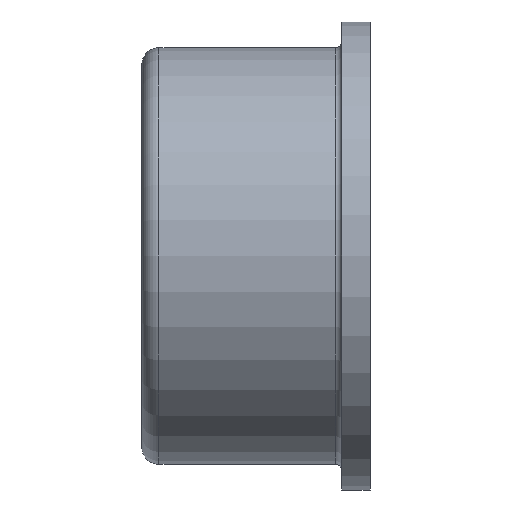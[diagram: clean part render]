
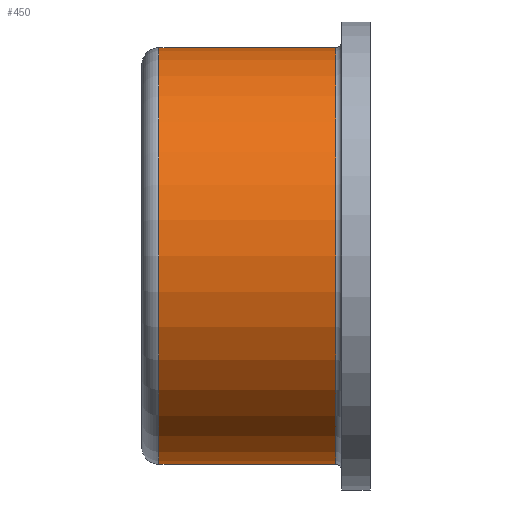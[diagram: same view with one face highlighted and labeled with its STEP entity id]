
A CAD part, left-side view. The second image highlights one B-rep face of the part: STEP entity #450.
In plain terms, the highlighted cylindrical face has radius 36.5 mm (diameter 73 mm), a partial arc.
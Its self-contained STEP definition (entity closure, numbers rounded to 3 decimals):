
#386=AXIS2_PLACEMENT_3D('Circle Axis2P3D',#384,#385,$) ;
#423=AXIS2_PLACEMENT_3D('Cylinder Axis2P3D',#420,#421,#422) ;
#441=AXIS2_PLACEMENT_3D('Circle Axis2P3D',#439,#440,$) ;
#381=CARTESIAN_POINT('Vertex',(0.,37.,-36.5)) ;
#384=CARTESIAN_POINT('Axis2P3D Location',(0.,37.,0.)) ;
#388=CARTESIAN_POINT('Vertex',(0.,37.,36.5)) ;
#420=CARTESIAN_POINT('Axis2P3D Location',(0.,20.,0.)) ;
#425=CARTESIAN_POINT('Line Origine',(0.,22.5,36.5)) ;
#429=CARTESIAN_POINT('Vertex',(0.,6.,36.5)) ;
#432=CARTESIAN_POINT('Line Origine',(0.,22.5,-36.5)) ;
#436=CARTESIAN_POINT('Vertex',(0.,6.,-36.5)) ;
#439=CARTESIAN_POINT('Axis2P3D Location',(0.,6.,0.)) ;
#385=DIRECTION('Axis2P3D Direction',(-0.,1.,0.)) ;
#421=DIRECTION('Axis2P3D Direction',(0.,1.,0.)) ;
#422=DIRECTION('Axis2P3D XDirection',(0.,0.,1.)) ;
#426=DIRECTION('Vector Direction',(0.,1.,0.)) ;
#433=DIRECTION('Vector Direction',(0.,1.,0.)) ;
#440=DIRECTION('Axis2P3D Direction',(0.,1.,0.)) ;
#427=VECTOR('Line Direction',#426,1.) ;
#434=VECTOR('Line Direction',#433,1.) ;
#445=ORIENTED_EDGE('',*,*,#431,.F.) ;
#446=ORIENTED_EDGE('',*,*,#390,.F.) ;
#447=ORIENTED_EDGE('',*,*,#438,.T.) ;
#448=ORIENTED_EDGE('',*,*,#443,.F.) ;
#450=ADVANCED_FACE('Corps principal',(#449),#424,.T.) ;
#387=CIRCLE('generated circle',#386,36.5) ;
#442=CIRCLE('generated circle',#441,36.5) ;
#424=CYLINDRICAL_SURFACE('generated cylinder',#423,36.5) ;
#390=EDGE_CURVE('',#382,#389,#387,.T.) ;
#431=EDGE_CURVE('',#389,#430,#428,.F.) ;
#438=EDGE_CURVE('',#382,#437,#435,.F.) ;
#443=EDGE_CURVE('',#430,#437,#442,.F.) ;
#444=EDGE_LOOP('',(#445,#446,#447,#448)) ;
#449=FACE_OUTER_BOUND('',#444,.T.) ;
#428=LINE('Line',#425,#427) ;
#435=LINE('Line',#432,#434) ;
#382=VERTEX_POINT('',#381) ;
#389=VERTEX_POINT('',#388) ;
#430=VERTEX_POINT('',#429) ;
#437=VERTEX_POINT('',#436) ;
